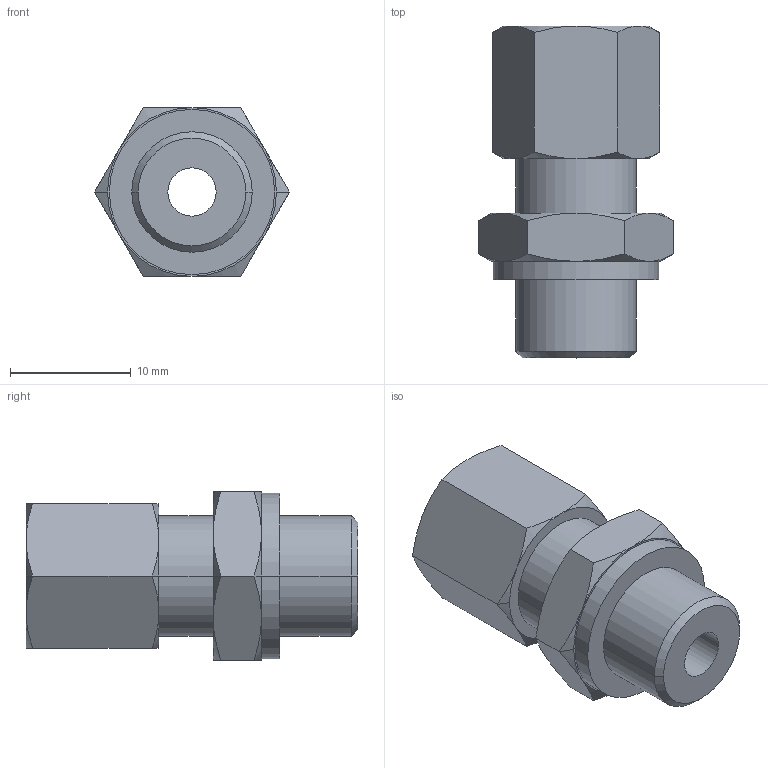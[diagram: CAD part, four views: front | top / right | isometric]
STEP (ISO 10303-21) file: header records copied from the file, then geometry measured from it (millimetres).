
FILE_DESCRIPTION(('STEP AP214'),'1');
FILE_NAME('0101_05_60.stp','2016-07-07T14:58:21',('TraceParts'),('TraceParts S.A.'),'Spatial InterOp 3D',' ',' ');
FILE_SCHEMA(('automotive_design'));
Length unit declared in the file: millimetre
Products named in the file (1): 1
Bounding box: 16.17 x 27.52 x 14 mm (x, y, z)
Volume: 2692.6 mm3; surface area: 1814.5 mm2
Topology: 1 solids, 1 shells, 63 faces, 134 edges, 78 vertices
Faces by surface type: cone 34, plane 19, cylinder 10
Entity records: 1737 total; most frequent: CARTESIAN_POINT 468, DIRECTION 268, ORIENTED_EDGE 268, EDGE_CURVE 134, AXIS2_PLACEMENT_3D 118, VERTEX_POINT 78, EDGE_LOOP 70, ADVANCED_FACE 63
